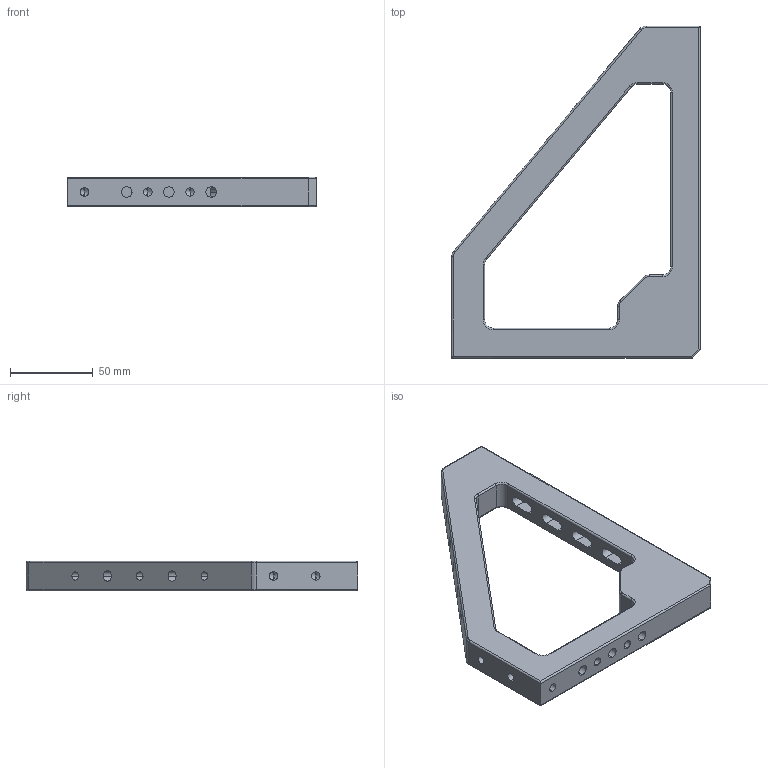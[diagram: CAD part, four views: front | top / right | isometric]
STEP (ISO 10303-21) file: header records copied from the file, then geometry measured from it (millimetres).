
FILE_DESCRIPTION (( 'STEP AP214' ), '1' );
FILE_NAME ('VBT1520.STEP', '2018-02-09T01:01:10', ( '' ), ( '' ), 'SwSTEP 2.0', 'SolidWorks 2016', '' );
FILE_SCHEMA (( 'AUTOMOTIVE_DESIGN' ));
Length unit declared in the file: millimetre
Products named in the file (2): U-F1-VBT1520E1-D0; VBT1520
Assembly tree (1 placements, depth 2):
  VBT1520
    U-F1-VBT1520E1-D0
Bounding box: 150 x 200 x 18 mm (x, y, z)
Volume: 189842.9 mm3; surface area: 47736.5 mm2
Topology: 1 solids, 1 shells, 152 faces, 376 edges, 213 vertices
Faces by surface type: cylinder 82, cone 26, plane 24, torus 20
Entity records: 4576 total; most frequent: DIRECTION 822, CARTESIAN_POINT 743, ORIENTED_EDGE 700, EDGE_CURVE 350, AXIS2_PLACEMENT_3D 324, VERTEX_POINT 213, EDGE_LOOP 185, LINE 174
